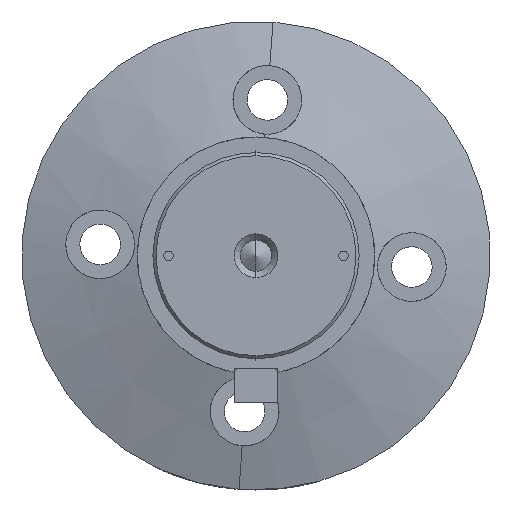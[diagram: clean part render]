
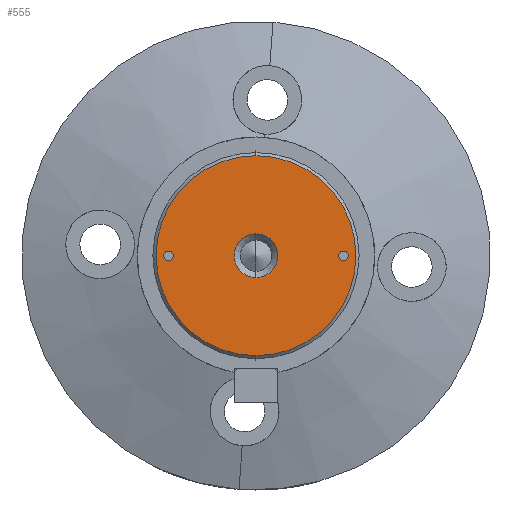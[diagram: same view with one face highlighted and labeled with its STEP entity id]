
A CAD part, front view. The second image highlights one B-rep face of the part: STEP entity #555.
In plain terms, the highlighted planar face has unit normal (0, -1, 0).
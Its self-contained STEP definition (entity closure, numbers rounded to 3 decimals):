
#19 = EDGE_CURVE ( 'NONE', #6160, #6847, #3592, .T. ) ;
#28 = EDGE_CURVE ( 'NONE', #6847, #6160, #1997, .T. ) ;
#38 = EDGE_CURVE ( 'NONE', #2965, #4934, #380, .T. ) ;
#44 = CIRCLE ( 'NONE', #1903, 3.5 ) ;
#88 = CARTESIAN_POINT ( 'NONE',  ( -33.078, -168.71, 336.087 ) ) ;
#380 = CIRCLE ( 'NONE', #3557, 0.75 ) ;
#555 = ADVANCED_FACE ( 'NONE', ( #575, #3688, #7789, #1896 ), #6861, .F. ) ;
#564 = CIRCLE ( 'NONE', #890, 0.75 ) ;
#575 = FACE_BOUND ( 'NONE', #5165, .T. ) ;
#659 = CARTESIAN_POINT ( 'NONE',  ( -47.078, -168.71, 336.837 ) ) ;
#688 = ORIENTED_EDGE ( 'NONE', *, *, #4352, .T. ) ;
#791 = CARTESIAN_POINT ( 'NONE',  ( -33.078, -168.71, 336.837 ) ) ;
#890 = AXIS2_PLACEMENT_3D ( 'NONE', #4981, #1378, #5598 ) ;
#1136 = AXIS2_PLACEMENT_3D ( 'NONE', #6125, #6739, #3108 ) ;
#1378 = DIRECTION ( 'NONE',  ( 0., 1., 0. ) ) ;
#1404 = CIRCLE ( 'NONE', #5637, 3.5 ) ;
#1412 = CARTESIAN_POINT ( 'NONE',  ( -61.078, -168.71, 336.837 ) ) ;
#1452 = EDGE_LOOP ( 'NONE', ( #7192, #7426 ) ) ;
#1513 = CARTESIAN_POINT ( 'NONE',  ( -47.078, -168.71, 340.337 ) ) ;
#1549 = CARTESIAN_POINT ( 'NONE',  ( -47.078, -168.71, 333.337 ) ) ;
#1624 = CARTESIAN_POINT ( 'NONE',  ( -47.078, -168.71, 336.837 ) ) ;
#1641 = DIRECTION ( 'NONE',  ( 0., 0., 1. ) ) ;
#1825 = VERTEX_POINT ( 'NONE', #2270 ) ;
#1896 = FACE_BOUND ( 'NONE', #4162, .T. ) ;
#1903 = AXIS2_PLACEMENT_3D ( 'NONE', #1624, #4663, #5215 ) ;
#1939 = EDGE_CURVE ( 'NONE', #2431, #1825, #564, .T. ) ;
#1944 = CARTESIAN_POINT ( 'NONE',  ( -47.078, -168.71, 336.837 ) ) ;
#1997 = CIRCLE ( 'NONE', #1136, 16. ) ;
#2268 = DIRECTION ( 'NONE',  ( 0., 1., 0. ) ) ;
#2270 = CARTESIAN_POINT ( 'NONE',  ( -61.078, -168.71, 336.087 ) ) ;
#2311 = ORIENTED_EDGE ( 'NONE', *, *, #4173, .T. ) ;
#2357 = VERTEX_POINT ( 'NONE', #1549 ) ;
#2362 = DIRECTION ( 'NONE',  ( 0., 0., 1. ) ) ;
#2431 = VERTEX_POINT ( 'NONE', #4518 ) ;
#2469 = EDGE_CURVE ( 'NONE', #4447, #2357, #1404, .T. ) ;
#2494 = CARTESIAN_POINT ( 'NONE',  ( -47.078, -168.71, 352.837 ) ) ;
#2627 = ORIENTED_EDGE ( 'NONE', *, *, #3273, .T. ) ;
#2657 = CARTESIAN_POINT ( 'NONE',  ( -33.078, -168.71, 337.587 ) ) ;
#2692 = DIRECTION ( 'NONE',  ( 0., 0., 1. ) ) ;
#2886 = AXIS2_PLACEMENT_3D ( 'NONE', #1944, #6277, #6173 ) ;
#2961 = AXIS2_PLACEMENT_3D ( 'NONE', #1412, #6245, #2692 ) ;
#2965 = VERTEX_POINT ( 'NONE', #88 ) ;
#3108 = DIRECTION ( 'NONE',  ( 0., 0., 1. ) ) ;
#3161 = DIRECTION ( 'NONE',  ( 0., 1., 0. ) ) ;
#3273 = EDGE_CURVE ( 'NONE', #2357, #4447, #44, .T. ) ;
#3366 = AXIS2_PLACEMENT_3D ( 'NONE', #5632, #5107, #2362 ) ;
#3450 = CIRCLE ( 'NONE', #3366, 0.75 ) ;
#3539 = EDGE_LOOP ( 'NONE', ( #4726, #688 ) ) ;
#3557 = AXIS2_PLACEMENT_3D ( 'NONE', #791, #3161, #4996 ) ;
#3592 = CIRCLE ( 'NONE', #6653, 16. ) ;
#3688 = FACE_OUTER_BOUND ( 'NONE', #1452, .T. ) ;
#3713 = ORIENTED_EDGE ( 'NONE', *, *, #38, .T. ) ;
#4162 = EDGE_LOOP ( 'NONE', ( #2311, #3713 ) ) ;
#4173 = EDGE_CURVE ( 'NONE', #4934, #2965, #3450, .T. ) ;
#4352 = EDGE_CURVE ( 'NONE', #1825, #2431, #7436, .T. ) ;
#4447 = VERTEX_POINT ( 'NONE', #1513 ) ;
#4518 = CARTESIAN_POINT ( 'NONE',  ( -61.078, -168.71, 337.587 ) ) ;
#4663 = DIRECTION ( 'NONE',  ( 0., 1., 0. ) ) ;
#4726 = ORIENTED_EDGE ( 'NONE', *, *, #1939, .T. ) ;
#4934 = VERTEX_POINT ( 'NONE', #2657 ) ;
#4981 = CARTESIAN_POINT ( 'NONE',  ( -61.078, -168.71, 336.837 ) ) ;
#4996 = DIRECTION ( 'NONE',  ( 0., 0., 1. ) ) ;
#5107 = DIRECTION ( 'NONE',  ( 0., 1., 0. ) ) ;
#5165 = EDGE_LOOP ( 'NONE', ( #2627, #6551 ) ) ;
#5205 = CARTESIAN_POINT ( 'NONE',  ( -47.078, -168.71, 320.837 ) ) ;
#5215 = DIRECTION ( 'NONE',  ( 0., 0., 1. ) ) ;
#5227 = CARTESIAN_POINT ( 'NONE',  ( -47.078, -168.71, 336.837 ) ) ;
#5490 = DIRECTION ( 'NONE',  ( 0., 0., 1. ) ) ;
#5598 = DIRECTION ( 'NONE',  ( 0., 0., 1. ) ) ;
#5632 = CARTESIAN_POINT ( 'NONE',  ( -33.078, -168.71, 336.837 ) ) ;
#5637 = AXIS2_PLACEMENT_3D ( 'NONE', #5227, #2268, #1641 ) ;
#6071 = DIRECTION ( 'NONE',  ( 0., -1., 0. ) ) ;
#6125 = CARTESIAN_POINT ( 'NONE',  ( -47.078, -168.71, 336.837 ) ) ;
#6160 = VERTEX_POINT ( 'NONE', #2494 ) ;
#6173 = DIRECTION ( 'NONE',  ( 0., 0., 1. ) ) ;
#6245 = DIRECTION ( 'NONE',  ( 0., 1., 0. ) ) ;
#6277 = DIRECTION ( 'NONE',  ( 0., 1., 0. ) ) ;
#6551 = ORIENTED_EDGE ( 'NONE', *, *, #2469, .T. ) ;
#6653 = AXIS2_PLACEMENT_3D ( 'NONE', #659, #6071, #5490 ) ;
#6739 = DIRECTION ( 'NONE',  ( 0., -1., 0. ) ) ;
#6847 = VERTEX_POINT ( 'NONE', #5205 ) ;
#6861 = PLANE ( 'NONE',  #2886 ) ;
#7192 = ORIENTED_EDGE ( 'NONE', *, *, #19, .T. ) ;
#7426 = ORIENTED_EDGE ( 'NONE', *, *, #28, .T. ) ;
#7436 = CIRCLE ( 'NONE', #2961, 0.75 ) ;
#7789 = FACE_BOUND ( 'NONE', #3539, .T. ) ;
